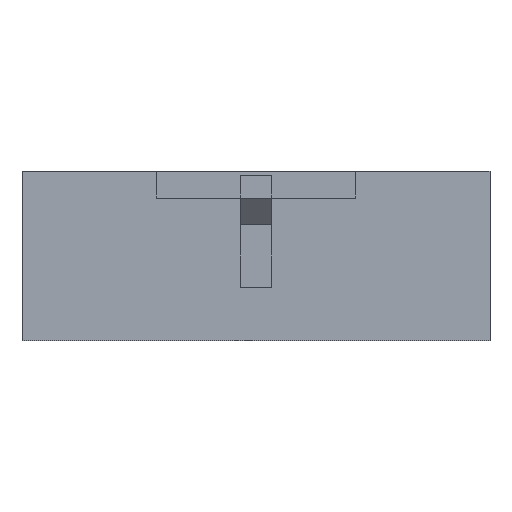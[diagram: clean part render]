
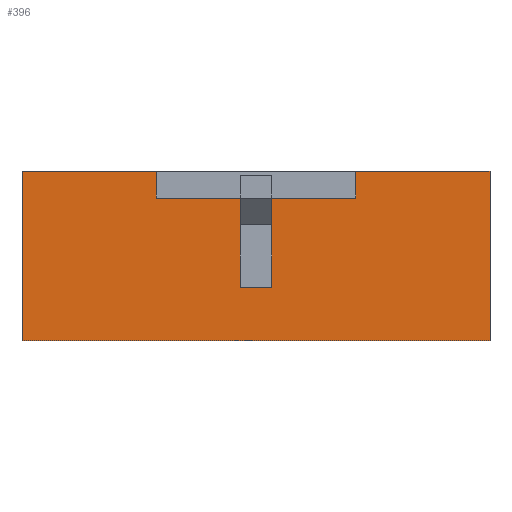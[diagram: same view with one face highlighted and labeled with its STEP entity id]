
A CAD part, left-side view. The second image highlights one B-rep face of the part: STEP entity #396.
In plain terms, the highlighted planar face has unit normal (-1, 0, 0).
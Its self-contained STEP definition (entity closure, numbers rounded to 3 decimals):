
#293 = VERTEX_POINT('',#294);
#294 = CARTESIAN_POINT('',(-17.26,-0.7,
    -1.4));
#300 = EDGE_CURVE('',#301,#293,#303,.T.);
#301 = VERTEX_POINT('',#302);
#302 = CARTESIAN_POINT('',(-17.26,-0.7,
    2.6));
#303 = LINE('',#304,#305);
#304 = CARTESIAN_POINT('',(-17.26,-0.7,
    2.6));
#305 = VECTOR('',#306,1.);
#306 = DIRECTION('',(0.,0.,-1.));
#331 = EDGE_CURVE('',#332,#301,#334,.T.);
#332 = VERTEX_POINT('',#333);
#333 = CARTESIAN_POINT('',(-17.26,-4.475,
    2.6));
#334 = LINE('',#335,#336);
#335 = CARTESIAN_POINT('',(-17.26,-4.475,
    2.6));
#336 = VECTOR('',#337,1.);
#337 = DIRECTION('',(0.,1.,0.));
#396 = ADVANCED_FACE('',(#397),#479,.T.);
#397 = FACE_BOUND('',#398,.T.);
#398 = EDGE_LOOP('',(#399,#400,#401,#409,#417,#425,#433,#441,#449,#457,
    #465,#473));
#399 = ORIENTED_EDGE('',*,*,#331,.T.);
#400 = ORIENTED_EDGE('',*,*,#300,.T.);
#401 = ORIENTED_EDGE('',*,*,#402,.T.);
#402 = EDGE_CURVE('',#293,#403,#405,.T.);
#403 = VERTEX_POINT('',#404);
#404 = CARTESIAN_POINT('',(-17.26,0.7,
    -1.4));
#405 = LINE('',#406,#407);
#406 = CARTESIAN_POINT('',(-17.26,-0.7,
    -1.4));
#407 = VECTOR('',#408,1.);
#408 = DIRECTION('',(0.,1.,0.));
#409 = ORIENTED_EDGE('',*,*,#410,.T.);
#410 = EDGE_CURVE('',#403,#411,#413,.T.);
#411 = VERTEX_POINT('',#412);
#412 = CARTESIAN_POINT('',(-17.26,0.7,2.6
    ));
#413 = LINE('',#414,#415);
#414 = CARTESIAN_POINT('',(-17.26,0.7,
    -1.4));
#415 = VECTOR('',#416,1.);
#416 = DIRECTION('',(0.,0.,1.));
#417 = ORIENTED_EDGE('',*,*,#418,.T.);
#418 = EDGE_CURVE('',#411,#419,#421,.T.);
#419 = VERTEX_POINT('',#420);
#420 = CARTESIAN_POINT('',(-17.26,4.475,2.6
    ));
#421 = LINE('',#422,#423);
#422 = CARTESIAN_POINT('',(-17.26,0.7,2.6
    ));
#423 = VECTOR('',#424,1.);
#424 = DIRECTION('',(0.,1.,0.));
#425 = ORIENTED_EDGE('',*,*,#426,.T.);
#426 = EDGE_CURVE('',#419,#427,#429,.T.);
#427 = VERTEX_POINT('',#428);
#428 = CARTESIAN_POINT('',(-17.26,4.475,3.8
    ));
#429 = LINE('',#430,#431);
#430 = CARTESIAN_POINT('',(-17.26,4.475,2.6
    ));
#431 = VECTOR('',#432,1.);
#432 = DIRECTION('',(0.,0.,1.));
#433 = ORIENTED_EDGE('',*,*,#434,.T.);
#434 = EDGE_CURVE('',#427,#435,#437,.T.);
#435 = VERTEX_POINT('',#436);
#436 = CARTESIAN_POINT('',(-17.26,10.5,3.8));
#437 = LINE('',#438,#439);
#438 = CARTESIAN_POINT('',(-17.26,4.475,3.8
    ));
#439 = VECTOR('',#440,1.);
#440 = DIRECTION('',(0.,1.,0.));
#441 = ORIENTED_EDGE('',*,*,#442,.T.);
#442 = EDGE_CURVE('',#435,#443,#445,.T.);
#443 = VERTEX_POINT('',#444);
#444 = CARTESIAN_POINT('',(-17.26,10.5,-3.8));
#445 = LINE('',#446,#447);
#446 = CARTESIAN_POINT('',(-17.26,10.5,3.8));
#447 = VECTOR('',#448,1.);
#448 = DIRECTION('',(0.,0.,-1.));
#449 = ORIENTED_EDGE('',*,*,#450,.T.);
#450 = EDGE_CURVE('',#443,#451,#453,.T.);
#451 = VERTEX_POINT('',#452);
#452 = CARTESIAN_POINT('',(-17.26,-10.5,-3.8));
#453 = LINE('',#454,#455);
#454 = CARTESIAN_POINT('',(-17.26,10.5,-3.8));
#455 = VECTOR('',#456,1.);
#456 = DIRECTION('',(0.,-1.,0.));
#457 = ORIENTED_EDGE('',*,*,#458,.T.);
#458 = EDGE_CURVE('',#451,#459,#461,.T.);
#459 = VERTEX_POINT('',#460);
#460 = CARTESIAN_POINT('',(-17.26,-10.5,3.8));
#461 = LINE('',#462,#463);
#462 = CARTESIAN_POINT('',(-17.26,-10.5,-3.8));
#463 = VECTOR('',#464,1.);
#464 = DIRECTION('',(0.,0.,1.));
#465 = ORIENTED_EDGE('',*,*,#466,.T.);
#466 = EDGE_CURVE('',#459,#467,#469,.T.);
#467 = VERTEX_POINT('',#468);
#468 = CARTESIAN_POINT('',(-17.26,-4.475,
    3.8));
#469 = LINE('',#470,#471);
#470 = CARTESIAN_POINT('',(-17.26,-10.5,3.8));
#471 = VECTOR('',#472,1.);
#472 = DIRECTION('',(0.,1.,0.));
#473 = ORIENTED_EDGE('',*,*,#474,.T.);
#474 = EDGE_CURVE('',#467,#332,#475,.T.);
#475 = LINE('',#476,#477);
#476 = CARTESIAN_POINT('',(-17.26,-4.475,
    3.8));
#477 = VECTOR('',#478,1.);
#478 = DIRECTION('',(0.,0.,-1.));
#479 = PLANE('',#480);
#480 = AXIS2_PLACEMENT_3D('',#481,#482,#483);
#481 = CARTESIAN_POINT('',(-17.26,0.,-0.057));
#482 = DIRECTION('',(-1.,-0.,-0.));
#483 = DIRECTION('',(0.,0.,-1.));
